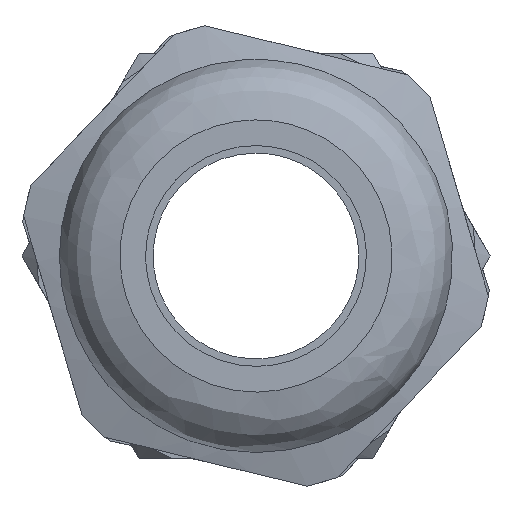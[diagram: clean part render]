
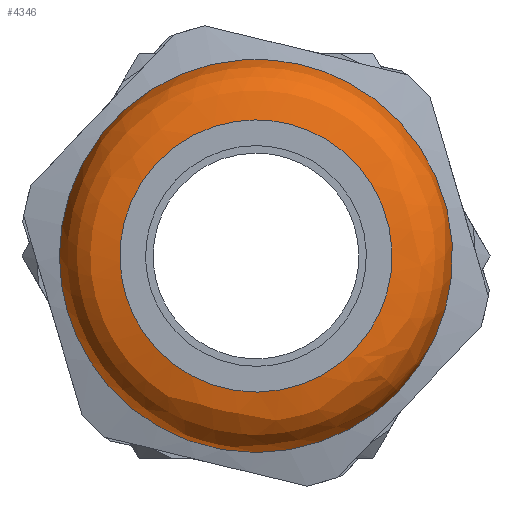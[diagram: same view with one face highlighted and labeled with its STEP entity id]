
A CAD part, front view. The second image highlights one B-rep face of the part: STEP entity #4346.
In plain terms, the highlighted free-form (B-spline) face has degree [2, 2] with [9, 3] control points.
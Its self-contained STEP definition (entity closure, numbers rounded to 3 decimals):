
#4309 = EDGE_CURVE('',#4310,#4310,#4312,.T.);
#4310 = VERTEX_POINT('',#4311);
#4311 = CARTESIAN_POINT('',(4.767,-21.882,
    -4.543));
#4312 = ( BOUNDED_CURVE() B_SPLINE_CURVE(2,(#4313,#4314,#4315,#4316,
#4317,#4318,#4319),.UNSPECIFIED.,.T.,.F.) B_SPLINE_CURVE_WITH_KNOTS((3,2
    ,2,3),(1.571,3.665,5.76,7.854),
.PIECEWISE_BEZIER_KNOTS.) CURVE() GEOMETRIC_REPRESENTATION_ITEM() 
RATIONAL_B_SPLINE_CURVE((1.,0.5,1.,0.5,1.,0.5,1.)) REPRESENTATION_ITEM(
  '') );
#4313 = CARTESIAN_POINT('',(4.767,-21.882,
    -4.543));
#4314 = CARTESIAN_POINT('',(12.636,-21.882,
    3.713));
#4315 = CARTESIAN_POINT('',(1.551,-21.882,
    6.4));
#4316 = CARTESIAN_POINT('',(-9.533,-21.882,
    9.087));
#4317 = CARTESIAN_POINT('',(-6.318,-21.882,
    -1.856));
#4318 = CARTESIAN_POINT('',(-3.103,-21.882,
    -12.799));
#4319 = CARTESIAN_POINT('',(4.767,-21.882,
    -4.543));
#4346 = ADVANCED_FACE('',(#4347),#4369,.T.);
#4347 = FACE_BOUND('',#4348,.T.);
#4348 = EDGE_LOOP('',(#4349,#4361,#4367,#4368));
#4349 = ORIENTED_EDGE('',*,*,#4350,.F.);
#4350 = EDGE_CURVE('',#4351,#4351,#4353,.T.);
#4351 = VERTEX_POINT('',#4352);
#4352 = CARTESIAN_POINT('',(3.3,-23.909,
    -3.145));
#4353 = ( BOUNDED_CURVE() B_SPLINE_CURVE(2,(#4354,#4355,#4356,#4357,
#4358,#4359,#4360),.UNSPECIFIED.,.T.,.F.) B_SPLINE_CURVE_WITH_KNOTS((3,2
    ,2,3),(1.571,3.665,5.76,7.854),
.PIECEWISE_BEZIER_KNOTS.) CURVE() GEOMETRIC_REPRESENTATION_ITEM() 
RATIONAL_B_SPLINE_CURVE((1.,0.5,1.,0.5,1.,0.5,1.)) REPRESENTATION_ITEM(
  '') );
#4354 = CARTESIAN_POINT('',(3.3,-23.909,
    -3.145));
#4355 = CARTESIAN_POINT('',(8.748,-23.909,
    2.57));
#4356 = CARTESIAN_POINT('',(1.074,-23.909,4.431)
  );
#4357 = CARTESIAN_POINT('',(-6.6,-23.909,
    6.291));
#4358 = CARTESIAN_POINT('',(-4.374,-23.909,
    -1.285));
#4359 = CARTESIAN_POINT('',(-2.148,-23.909,
    -8.861));
#4360 = CARTESIAN_POINT('',(3.3,-23.909,
    -3.145));
#4361 = ORIENTED_EDGE('',*,*,#4362,.T.);
#4362 = EDGE_CURVE('',#4351,#4310,#4363,.T.);
#4363 = ( BOUNDED_CURVE() B_SPLINE_CURVE(2,(#4364,#4365,#4366),
.UNSPECIFIED.,.F.,.F.) B_SPLINE_CURVE_WITH_KNOTS((3,3),(4.712,
6.283),.PIECEWISE_BEZIER_KNOTS.) CURVE() 
GEOMETRIC_REPRESENTATION_ITEM() RATIONAL_B_SPLINE_CURVE((1.,
0.707,1.)) REPRESENTATION_ITEM('') );
#4364 = CARTESIAN_POINT('',(3.3,-23.909,
    -3.145));
#4365 = CARTESIAN_POINT('',(4.767,-23.909,
    -4.543));
#4366 = CARTESIAN_POINT('',(4.767,-21.882,
    -4.543));
#4367 = ORIENTED_EDGE('',*,*,#4309,.T.);
#4368 = ORIENTED_EDGE('',*,*,#4362,.F.);
#4369 = ( BOUNDED_SURFACE() B_SPLINE_SURFACE(2,2,(
    (#4370,#4371,#4372)
    ,(#4373,#4374,#4375)
    ,(#4376,#4377,#4378)
    ,(#4379,#4380,#4381)
    ,(#4382,#4383,#4384)
    ,(#4385,#4386,#4387)
    ,(#4388,#4389,#4390)
    ,(#4391,#4392,#4393)
    ,(#4394,#4395,#4396
)),.UNSPECIFIED.,.T.,.F.,.F.) B_SPLINE_SURFACE_WITH_KNOTS((3,2,2,2,3),(3
    ,3),(-3.142,-2.094,0.,2.094,3.142)
,(0.,1.571),.UNSPECIFIED.) GEOMETRIC_REPRESENTATION_ITEM() 
RATIONAL_B_SPLINE_SURFACE((
    (0.75,0.53,0.75)
    ,(0.75,0.53,0.75)
    ,(1.,0.707,1.)
    ,(0.5,0.354,0.5)
    ,(1.,0.707,1.)
    ,(0.5,0.354,0.5)
    ,(1.,0.707,1.)
    ,(0.75,0.53,0.75)
,(0.75,0.53,0.75))) REPRESENTATION_ITEM('') SURFACE() );
#4370 = CARTESIAN_POINT('',(4.767,-21.882,
    -4.543));
#4371 = CARTESIAN_POINT('',(4.767,-23.909,
    -4.543));
#4372 = CARTESIAN_POINT('',(3.3,-23.909,
    -3.145));
#4373 = CARTESIAN_POINT('',(7.39,-21.882,
    -1.791));
#4374 = CARTESIAN_POINT('',(7.39,-23.909,
    -1.791));
#4375 = CARTESIAN_POINT('',(5.116,-23.909,
    -1.24));
#4376 = CARTESIAN_POINT('',(6.318,-21.882,
    1.856));
#4377 = CARTESIAN_POINT('',(6.318,-23.909,
    1.856));
#4378 = CARTESIAN_POINT('',(4.374,-23.909,
    1.285));
#4379 = CARTESIAN_POINT('',(3.103,-21.882,
    12.799));
#4380 = CARTESIAN_POINT('',(3.103,-23.909,
    12.799));
#4381 = CARTESIAN_POINT('',(2.148,-23.909,8.861)
  );
#4382 = CARTESIAN_POINT('',(-4.767,-21.882,
    4.543));
#4383 = CARTESIAN_POINT('',(-4.767,-23.909,
    4.543));
#4384 = CARTESIAN_POINT('',(-3.3,-23.909,
    3.145));
#4385 = CARTESIAN_POINT('',(-12.636,-21.882,
    -3.713));
#4386 = CARTESIAN_POINT('',(-12.636,-23.909,
    -3.713));
#4387 = CARTESIAN_POINT('',(-8.748,-23.909,
    -2.57));
#4388 = CARTESIAN_POINT('',(-1.551,-21.882,
    -6.4));
#4389 = CARTESIAN_POINT('',(-1.551,-23.909,
    -6.4));
#4390 = CARTESIAN_POINT('',(-1.074,-23.909,-4.431
    ));
#4391 = CARTESIAN_POINT('',(2.144,-21.882,
    -7.295));
#4392 = CARTESIAN_POINT('',(2.144,-23.909,
    -7.295));
#4393 = CARTESIAN_POINT('',(1.484,-23.909,
    -5.051));
#4394 = CARTESIAN_POINT('',(4.767,-21.882,
    -4.543));
#4395 = CARTESIAN_POINT('',(4.767,-23.909,
    -4.543));
#4396 = CARTESIAN_POINT('',(3.3,-23.909,
    -3.145));
